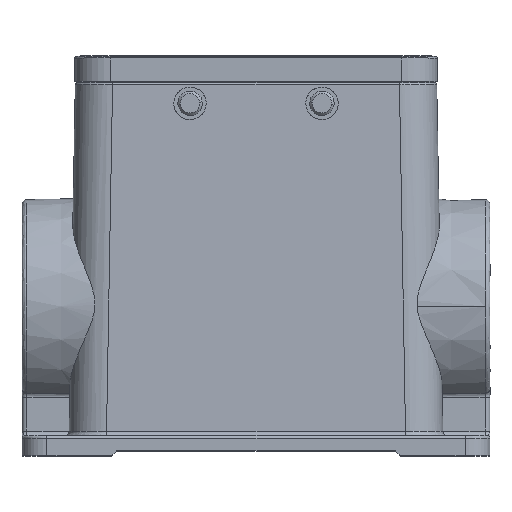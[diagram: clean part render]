
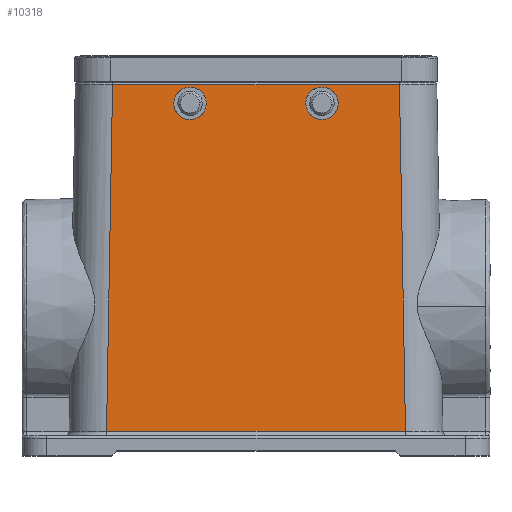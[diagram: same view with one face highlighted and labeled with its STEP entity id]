
A CAD part, top view. The second image highlights one B-rep face of the part: STEP entity #10318.
In plain terms, the highlighted planar face has unit normal (0, 0.018, 1).
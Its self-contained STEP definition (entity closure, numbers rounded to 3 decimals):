
#1 = VERTEX_POINT ( 'NONE', #1894 ) ;
#1488 = LINE ( 'NONE', #1489, #5868 ) ;
#1489 = CARTESIAN_POINT ( 'NONE',  ( -38.892, -72.017, 22.722 ) ) ;
#1490 = DIRECTION ( 'NONE',  ( 1., 0., 0. ) ) ;
#1776 = CARTESIAN_POINT ( 'NONE',  ( -16.483, -6.536, 21.579 ) ) ;
#1813 = CARTESIAN_POINT ( 'NONE',  ( -10.017, -5.864, 21.567 ) ) ;
#1817 = CARTESIAN_POINT ( 'NONE',  ( 10.017, -5.864, 21.567 ) ) ;
#1823 = CARTESIAN_POINT ( 'NONE',  ( 16.483, -6.536, 21.579 ) ) ;
#1894 = CARTESIAN_POINT ( 'NONE',  ( 28.81, -2.491, 21.509 ) ) ;
#2346 = VERTEX_POINT ( 'NONE', #1823 ) ;
#2361 = VERTEX_POINT ( 'NONE', #1817 ) ;
#2379 = VERTEX_POINT ( 'NONE', #1813 ) ;
#2675 = VERTEX_POINT ( 'NONE', #1776 ) ;
#2765 = VERTEX_POINT ( 'NONE', #8457 ) ;
#2772 = VERTEX_POINT ( 'NONE', #8477 ) ;
#2773 = VERTEX_POINT ( 'NONE', #8478 ) ;
#3612 = CARTESIAN_POINT ( 'NONE',  ( 10.017, -5.864, 21.567 ) ) ;
#3613 = CARTESIAN_POINT ( 'NONE',  ( 10.689, 0.601, 21.455 ) ) ;
#3614 = CARTESIAN_POINT ( 'NONE',  ( 17.154, -0.071, 21.466 ) ) ;
#3615 = CARTESIAN_POINT ( 'NONE',  ( 16.483, -6.536, 21.579 ) ) ;
#3940 = PLANE ( 'NONE',  #6724 ) ;
#3944 = CARTESIAN_POINT ( 'NONE',  ( -38.892, -2., 21.5 ) ) ;
#3945 = DIRECTION ( 'NONE',  ( 0., 0.017, 1. ) ) ;
#3946 = DIRECTION ( 'NONE',  ( 0., -1., 0.017 ) ) ;
#3979 = EDGE_CURVE ( 'NONE', #2675, #2379, #5156, .T. ) ;
#4126 = EDGE_CURVE ( 'NONE', #2379, #2675, #5185, .T. ) ;
#4145 = EDGE_CURVE ( 'NONE', #2772, #2765, #9957, .T. ) ;
#4169 = EDGE_CURVE ( 'NONE', #2765, #2773, #1488, .T. ) ;
#4203 = EDGE_CURVE ( 'NONE', #2346, #2361, #5184, .T. ) ;
#4210 = EDGE_CURVE ( 'NONE', #2773, #1, #5998, .T. ) ;
#4219 = EDGE_CURVE ( 'NONE', #1, #2772, #6093, .T. ) ;
#4245 = EDGE_LOOP ( 'NONE', ( #8233, #8264, #8263, #8261 ) ) ;
#4634 = VECTOR ( 'NONE', #6000, 1000. ) ;
#5156 =( BOUNDED_CURVE ( )  B_SPLINE_CURVE ( 3, ( #5263, #5262, #5261, #5260 ),
 .UNSPECIFIED., .F., .F. ) 
 B_SPLINE_CURVE_WITH_KNOTS ( ( 4, 4 ),
 ( 4.609, 7.75 ),
 .UNSPECIFIED. ) 
 CURVE ( )  GEOMETRIC_REPRESENTATION_ITEM ( )  RATIONAL_B_SPLINE_CURVE ( ( 1., 0.333, 0.333, 1. ) ) 
 REPRESENTATION_ITEM ( '' )  );
#5184 =( BOUNDED_CURVE ( )  B_SPLINE_CURVE ( 3, ( #5909, #5910, #5911, #5912 ),
 .UNSPECIFIED., .F., .F. ) 
 B_SPLINE_CURVE_WITH_KNOTS ( ( 4, 4 ),
 ( 1.674, 4.816 ),
 .UNSPECIFIED. ) 
 CURVE ( )  GEOMETRIC_REPRESENTATION_ITEM ( )  RATIONAL_B_SPLINE_CURVE ( ( 1., 0.333, 0.333, 1. ) ) 
 REPRESENTATION_ITEM ( '' )  );
#5185 =( BOUNDED_CURVE ( )  B_SPLINE_CURVE ( 3, ( #9843, #9844, #9845, #9846 ),
 .UNSPECIFIED., .F., .F. ) 
 B_SPLINE_CURVE_WITH_KNOTS ( ( 4, 4 ),
 ( 1.467, 4.609 ),
 .UNSPECIFIED. ) 
 CURVE ( )  GEOMETRIC_REPRESENTATION_ITEM ( )  RATIONAL_B_SPLINE_CURVE ( ( 1., 0.333, 0.333, 1. ) ) 
 REPRESENTATION_ITEM ( '' )  );
#5234 = VECTOR ( 'NONE', #6095, 1000. ) ;
#5260 = CARTESIAN_POINT ( 'NONE',  ( -10.017, -5.864, 21.567 ) ) ;
#5261 = CARTESIAN_POINT ( 'NONE',  ( -10.689, 0.601, 21.455 ) ) ;
#5262 = CARTESIAN_POINT ( 'NONE',  ( -17.154, -0.071, 21.466 ) ) ;
#5263 = CARTESIAN_POINT ( 'NONE',  ( -16.483, -6.536, 21.579 ) ) ;
#5868 = VECTOR ( 'NONE', #1490, 1000. ) ;
#5909 = CARTESIAN_POINT ( 'NONE',  ( 16.483, -6.536, 21.579 ) ) ;
#5910 = CARTESIAN_POINT ( 'NONE',  ( 15.811, -13.001, 21.692 ) ) ;
#5911 = CARTESIAN_POINT ( 'NONE',  ( 9.346, -12.329, 21.68 ) ) ;
#5912 = CARTESIAN_POINT ( 'NONE',  ( 10.017, -5.864, 21.567 ) ) ;
#5998 = LINE ( 'NONE', #5999, #4634 ) ;
#5999 = CARTESIAN_POINT ( 'NONE',  ( 30.023, -72.017, 22.722 ) ) ;
#6000 = DIRECTION ( 'NONE',  ( -0.017, 1., -0.017 ) ) ;
#6093 = LINE ( 'NONE', #6094, #5234 ) ;
#6094 = CARTESIAN_POINT ( 'NONE',  ( -38.892, -2.491, 21.509 ) ) ;
#6095 = DIRECTION ( 'NONE',  ( -1., 0., 0. ) ) ;
#6165 = EDGE_LOOP ( 'NONE', ( #8251, #8258 ) ) ;
#6168 = EDGE_LOOP ( 'NONE', ( #8317, #8316 ) ) ;
#6461 =( BOUNDED_CURVE ( )  B_SPLINE_CURVE ( 3, ( #3612, #3613, #3614, #3615 ),
 .UNSPECIFIED., .F., .F. ) 
 B_SPLINE_CURVE_WITH_KNOTS ( ( 4, 4 ),
 ( 4.816, 7.958 ),
 .UNSPECIFIED. ) 
 CURVE ( )  GEOMETRIC_REPRESENTATION_ITEM ( )  RATIONAL_B_SPLINE_CURVE ( ( 1., 0.333, 0.333, 1. ) ) 
 REPRESENTATION_ITEM ( '' )  );
#6634 = VECTOR ( 'NONE', #9959, 1000. ) ;
#6724 = AXIS2_PLACEMENT_3D ( 'NONE', #3944, #3945, #3946 ) ;
#6726 = FACE_BOUND ( 'NONE', #6168, .T. ) ;
#6737 = FACE_OUTER_BOUND ( 'NONE', #4245, .T. ) ;
#6738 = FACE_BOUND ( 'NONE', #6165, .T. ) ;
#8233 = ORIENTED_EDGE ( 'NONE', *, *, #4210, .T. ) ;
#8251 = ORIENTED_EDGE ( 'NONE', *, *, #3979, .T. ) ;
#8258 = ORIENTED_EDGE ( 'NONE', *, *, #4126, .T. ) ;
#8261 = ORIENTED_EDGE ( 'NONE', *, *, #4169, .T. ) ;
#8263 = ORIENTED_EDGE ( 'NONE', *, *, #4145, .T. ) ;
#8264 = ORIENTED_EDGE ( 'NONE', *, *, #4219, .T. ) ;
#8316 = ORIENTED_EDGE ( 'NONE', *, *, #4203, .T. ) ;
#8317 = ORIENTED_EDGE ( 'NONE', *, *, #10783, .T. ) ;
#8457 = CARTESIAN_POINT ( 'NONE',  ( -30.023, -72.017, 22.722 ) ) ;
#8477 = CARTESIAN_POINT ( 'NONE',  ( -28.809, -2.491, 21.509 ) ) ;
#8478 = CARTESIAN_POINT ( 'NONE',  ( 30.023, -72.017, 22.722 ) ) ;
#9843 = CARTESIAN_POINT ( 'NONE',  ( -10.017, -5.864, 21.567 ) ) ;
#9844 = CARTESIAN_POINT ( 'NONE',  ( -9.346, -12.329, 21.68 ) ) ;
#9845 = CARTESIAN_POINT ( 'NONE',  ( -15.811, -13.001, 21.692 ) ) ;
#9846 = CARTESIAN_POINT ( 'NONE',  ( -16.483, -6.536, 21.579 ) ) ;
#9957 = LINE ( 'NONE', #9958, #6634 ) ;
#9958 = CARTESIAN_POINT ( 'NONE',  ( -28.809, -2.491, 21.509 ) ) ;
#9959 = DIRECTION ( 'NONE',  ( -0.017, -1., 0.017 ) ) ;
#10318 = ADVANCED_FACE ( 'NONE', ( #6726, #6737, #6738 ), #3940, .T. ) ;
#10783 = EDGE_CURVE ( 'NONE', #2361, #2346, #6461, .T. ) ;
